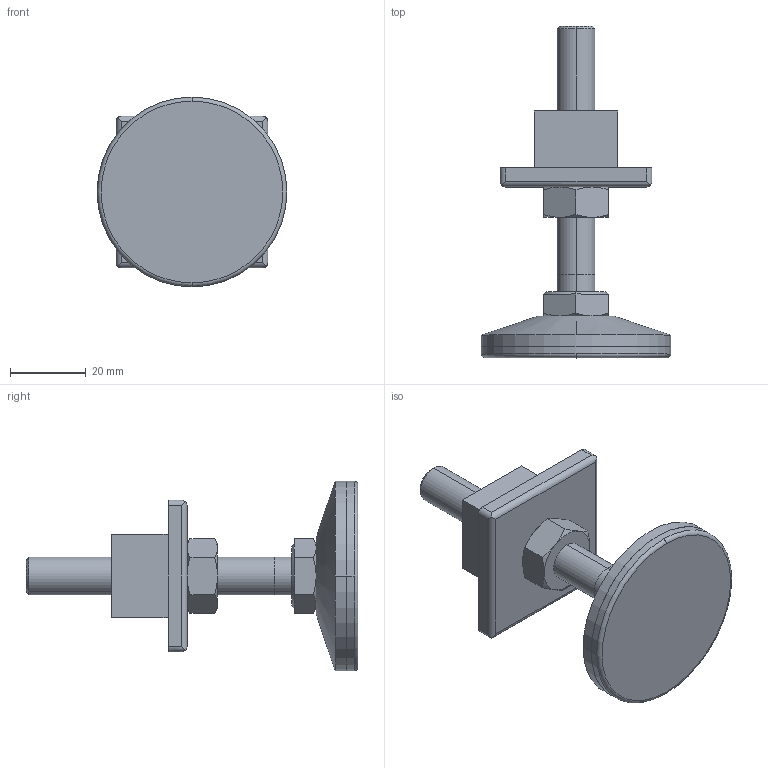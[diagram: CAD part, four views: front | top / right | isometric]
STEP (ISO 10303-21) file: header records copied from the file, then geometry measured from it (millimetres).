
FILE_DESCRIPTION(('Creo Elements/Direct Modeling STEP Export'),'2;1');
FILE_NAME('44.0260_Stellfuß-MMS-44_50-M16-87mm-KS.stp','2022-03-21T 8:59:52',(''),(''),'PTC Creo Elements/Direct Modeling STEP processor for AP214 (Solid Model)','PTC Creo Elements/Direct Modeling 19.0C 15-Aug-2015 (C) Parametric Technology GmbH','');
FILE_SCHEMA(('AUTOMOTIVE_DESIGN { 1 0 10303 214 1 1 1 1 }'));
Length unit declared in the file: millimetre
Products named in the file (4): Stellfuß-MMS-33_50-M10-87mm-KS_33.0260.oF_PX173778; Sechskantmutter-DIN934_M10-8.8-verz_11017_PX171718.02; Abdeckkappe-MMS-44_40x40x20-M10_44.0311_PX171720.02; Stellfuß-MMS-44_50-M16-87mm-KS_44.0260_PX173781
Assembly tree (3 placements, depth 2):
  Stellfuß-MMS-44_50-M16-87mm-KS_44.0260_PX173781
    Abdeckkappe-MMS-44_40x40x20-M10_44.0311_PX171720.02
    Sechskantmutter-DIN934_M10-8.8-verz_11017_PX171718.02
    Stellfuß-MMS-33_50-M10-87mm-KS_33.0260.oF_PX173778
Bounding box: 50 x 87.4 x 50 mm (x, y, z)
Volume: 39450.7 mm3; surface area: 14101.2 mm2
Topology: 3 solids, 3 shells, 92 faces, 210 edges, 128 vertices
Faces by surface type: plane 36, cone 34, cylinder 20, torus 2
Entity records: 3655 total; most frequent: CARTESIAN_POINT 1614, ORIENTED_EDGE 420, DIRECTION 326, EDGE_CURVE 210, VERTEX_POINT 128, AXIS2_PLACEMENT_3D 124, EDGE_LOOP 100, FACE_OUTER_BOUND 92
